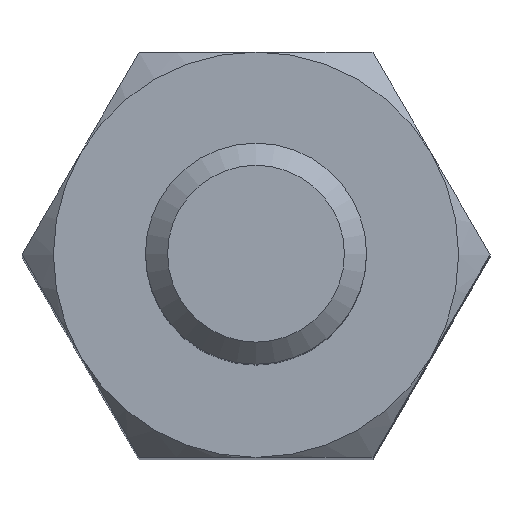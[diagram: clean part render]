
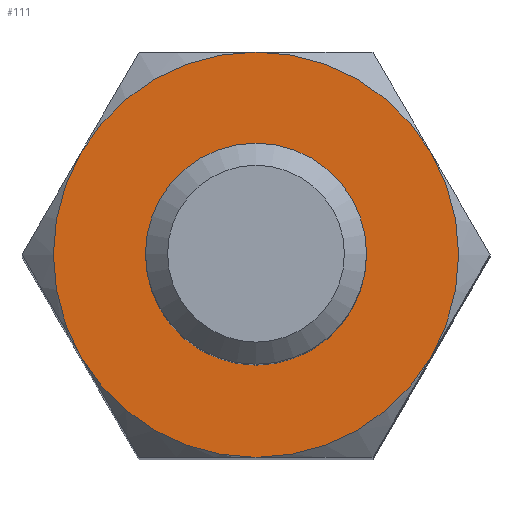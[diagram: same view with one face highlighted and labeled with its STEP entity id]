
A CAD part, top view. The second image highlights one B-rep face of the part: STEP entity #111.
In plain terms, the highlighted planar face has unit normal (0, 0, 1).
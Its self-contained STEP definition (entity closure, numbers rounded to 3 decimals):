
#111 = ADVANCED_FACE( '', ( #228, #229 ), #230, .F. );
#228 = FACE_BOUND( '', #340, .T. );
#229 = FACE_OUTER_BOUND( '', #341, .T. );
#230 = PLANE( '', #342 );
#340 = EDGE_LOOP( '', ( #561 ) );
#341 = EDGE_LOOP( '', ( #562, #563, #564, #565, #566, #567 ) );
#342 = AXIS2_PLACEMENT_3D( '', #568, #569, #570 );
#561 = ORIENTED_EDGE( '', *, *, #620, .T. );
#562 = ORIENTED_EDGE( '', *, *, #595, .T. );
#563 = ORIENTED_EDGE( '', *, *, #624, .T. );
#564 = ORIENTED_EDGE( '', *, *, #639, .T. );
#565 = ORIENTED_EDGE( '', *, *, #652, .T. );
#566 = ORIENTED_EDGE( '', *, *, #634, .T. );
#567 = ORIENTED_EDGE( '', *, *, #612, .T. );
#568 = CARTESIAN_POINT( '', ( 0., 0., 0. ) );
#569 = DIRECTION( '', ( 0., 0., -1. ) );
#570 = DIRECTION( '', ( -1., 0., 0. ) );
#595 = EDGE_CURVE( '', #686, #689, #691, .F. );
#612 = EDGE_CURVE( '', #715, #686, #717, .T. );
#620 = EDGE_CURVE( '', #727, #727, #728, .T. );
#624 = EDGE_CURVE( '', #689, #709, #733, .F. );
#634 = EDGE_CURVE( '', #747, #715, #748, .F. );
#639 = EDGE_CURVE( '', #709, #682, #753, .F. );
#652 = EDGE_CURVE( '', #682, #747, #770, .F. );
#682 = VERTEX_POINT( '', #815 );
#686 = VERTEX_POINT( '', #831 );
#689 = VERTEX_POINT( '', #839 );
#691 = CIRCLE( '', #848, 2.75 );
#709 = VERTEX_POINT( '', #902 );
#715 = VERTEX_POINT( '', #922 );
#717 = CIRCLE( '', #931, 2.75 );
#727 = VERTEX_POINT( '', #955 );
#728 = CIRCLE( '', #956, 1.3 );
#733 = CIRCLE( '', #966, 2.75 );
#747 = VERTEX_POINT( '', #987 );
#748 = CIRCLE( '', #988, 2.75 );
#753 = CIRCLE( '', #1003, 2.75 );
#770 = CIRCLE( '', #1040, 2.75 );
#815 = CARTESIAN_POINT( '', ( 2.382, -1.375, 0. ) );
#831 = CARTESIAN_POINT( '', ( -2.382, 1.375, 0. ) );
#839 = CARTESIAN_POINT( '', ( -2.382, -1.375, 0. ) );
#848 = AXIS2_PLACEMENT_3D( '', #1071, #1072, #1073 );
#902 = CARTESIAN_POINT( '', ( 0., -2.75, 0. ) );
#922 = CARTESIAN_POINT( '', ( 0., 2.75, 0. ) );
#931 = AXIS2_PLACEMENT_3D( '', #1080, #1081, #1082 );
#955 = CARTESIAN_POINT( '', ( -1.3, 0., 0. ) );
#956 = AXIS2_PLACEMENT_3D( '', #1089, #1090, #1091 );
#966 = AXIS2_PLACEMENT_3D( '', #1095, #1096, #1097 );
#987 = CARTESIAN_POINT( '', ( 2.382, 1.375, 0. ) );
#988 = AXIS2_PLACEMENT_3D( '', #1113, #1114, #1115 );
#1003 = AXIS2_PLACEMENT_3D( '', #1116, #1117, #1118 );
#1040 = AXIS2_PLACEMENT_3D( '', #1129, #1130, #1131 );
#1071 = CARTESIAN_POINT( '', ( 0., 0., 0. ) );
#1072 = DIRECTION( '', ( 0., 0., -1. ) );
#1073 = DIRECTION( '', ( -1., 0., 0. ) );
#1080 = CARTESIAN_POINT( '', ( 0., 0., 0. ) );
#1081 = DIRECTION( '', ( 0., 0., 1. ) );
#1082 = DIRECTION( '', ( 1., 0., 0. ) );
#1089 = CARTESIAN_POINT( '', ( 0., 0., 0. ) );
#1090 = DIRECTION( '', ( 0., 0., -1. ) );
#1091 = DIRECTION( '', ( -1., 0., 0. ) );
#1095 = CARTESIAN_POINT( '', ( 0., 0., 0. ) );
#1096 = DIRECTION( '', ( 0., 0., -1. ) );
#1097 = DIRECTION( '', ( -1., 0., 0. ) );
#1113 = CARTESIAN_POINT( '', ( 0., 0., 0. ) );
#1114 = DIRECTION( '', ( 0., 0., -1. ) );
#1115 = DIRECTION( '', ( -1., 0., 0. ) );
#1116 = CARTESIAN_POINT( '', ( 0., 0., 0. ) );
#1117 = DIRECTION( '', ( 0., 0., -1. ) );
#1118 = DIRECTION( '', ( -1., 0., 0. ) );
#1129 = CARTESIAN_POINT( '', ( 0., 0., 0. ) );
#1130 = DIRECTION( '', ( 0., 0., -1. ) );
#1131 = DIRECTION( '', ( -1., 0., 0. ) );
